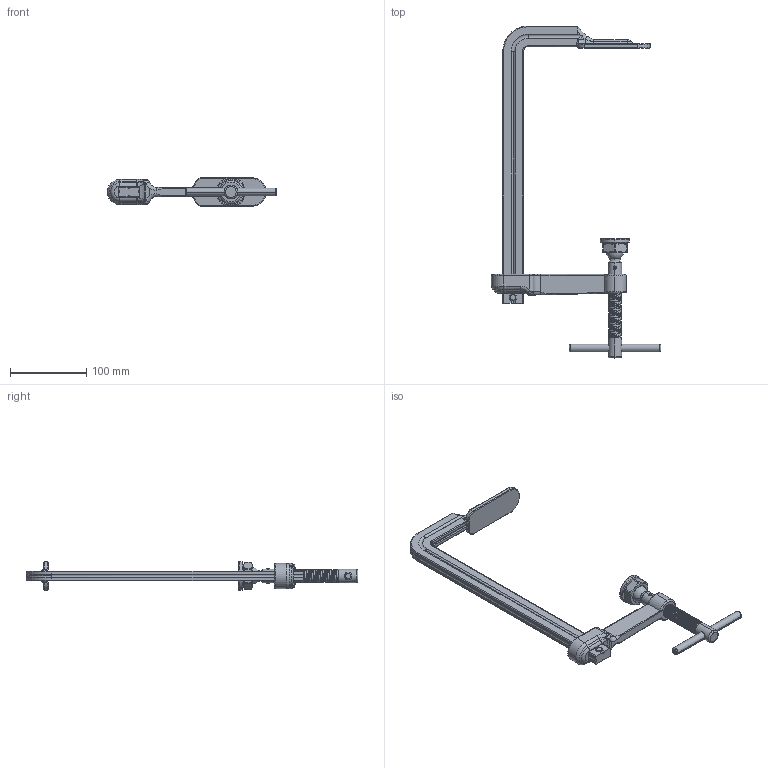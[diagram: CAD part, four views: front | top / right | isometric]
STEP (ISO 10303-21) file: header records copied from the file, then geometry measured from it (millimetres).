
FILE_DESCRIPTION (( 'STEP AP214' ), '1' );
FILE_NAME ('GH-S25C12.STEP', '2025-12-19T06:42:36', ( '' ), ( '' ), 'SwSTEP 2.0', 'SolidWorks 2016', '' );
FILE_SCHEMA (( 'AUTOMOTIVE_DESIGN' ));
Length unit declared in the file: millimetre
Products named in the file (10): 錨璃14; GH-S25C12; S20C1201-4; S25C1201; S20C1201-3; S20C1201-1; S25C12005; S20C1201; S25C1208; S20C1201-2
Assembly tree (9 placements, depth 3):
  GH-S25C12
    S25C1208
    S25C12005
    S25C1201
      S20C1201
      S20C1201-1
      S20C1201-2
      S20C1201-3
      S20C1201-4
    錨璃14
Bounding box: 222 x 435.13 x 38 mm (x, y, z)
Volume: 296279.4 mm3; surface area: 87413.1 mm2
Topology: 8 solids, 8 shells, 411 faces, 1060 edges, 658 vertices
Faces by surface type: cylinder 230, torus 63, plane 60, bspline 37, cone 11, sphere 10
Entity records: 17398 total; most frequent: CARTESIAN_POINT 8104, ORIENTED_EDGE 2098, DIRECTION 1672, EDGE_CURVE 1049, AXIS2_PLACEMENT_3D 670, VERTEX_POINT 655, EDGE_LOOP 426, ADVANCED_FACE 411
